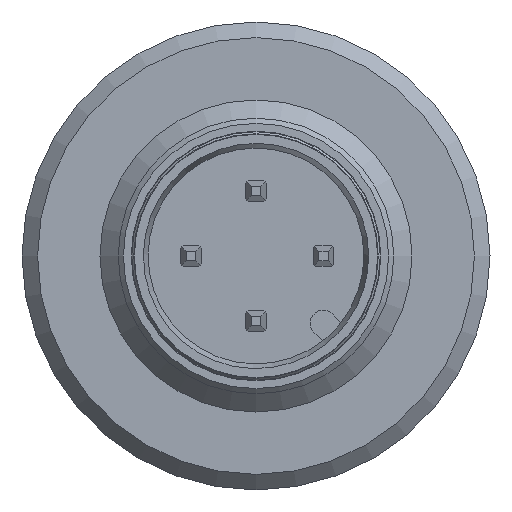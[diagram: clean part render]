
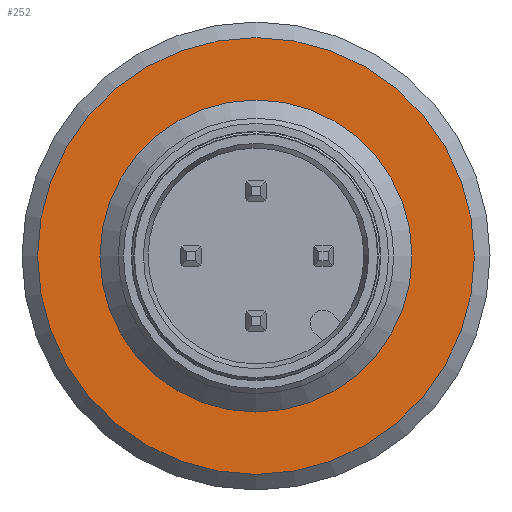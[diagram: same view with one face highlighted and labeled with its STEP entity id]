
A CAD part, front view. The second image highlights one B-rep face of the part: STEP entity #252.
In plain terms, the highlighted planar face has unit normal (0, -1, 0).
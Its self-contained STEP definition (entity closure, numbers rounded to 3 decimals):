
#252 = ADVANCED_FACE( '', ( #561, #562 ), #563, .T. );
#561 = FACE_OUTER_BOUND( '', #899, .T. );
#562 = FACE_BOUND( '', #900, .T. );
#563 = PLANE( '', #901 );
#899 = EDGE_LOOP( '', ( #1534 ) );
#900 = EDGE_LOOP( '', ( #1535 ) );
#901 = AXIS2_PLACEMENT_3D( '', #1536, #1537, #1538 );
#1534 = ORIENTED_EDGE( '', *, *, #2001, .T. );
#1535 = ORIENTED_EDGE( '', *, *, #1900, .T. );
#1536 = CARTESIAN_POINT( '', ( 9., -347.02, 0. ) );
#1537 = DIRECTION( '', ( 0., -1., 0. ) );
#1538 = DIRECTION( '', ( -1., 0., 0. ) );
#1900 = EDGE_CURVE( '', #2276, #2276, #2277, .F. );
#2001 = EDGE_CURVE( '', #2423, #2423, #2424, .T. );
#2276 = VERTEX_POINT( '', #2807 );
#2277 = CIRCLE( '', #2808, 5.9 );
#2423 = VERTEX_POINT( '', #3054 );
#2424 = CIRCLE( '', #3055, 8.4 );
#2807 = CARTESIAN_POINT( '', ( -5.9, -347.02, 0. ) );
#2808 = AXIS2_PLACEMENT_3D( '', #3302, #3303, #3304 );
#3054 = CARTESIAN_POINT( '', ( -8.4, -347.02, 0. ) );
#3055 = AXIS2_PLACEMENT_3D( '', #3405, #3406, #3407 );
#3302 = CARTESIAN_POINT( '', ( 0., -347.02, 0. ) );
#3303 = DIRECTION( '', ( 0., -1., 0. ) );
#3304 = DIRECTION( '', ( -1., 0., 0. ) );
#3405 = CARTESIAN_POINT( '', ( 0., -347.02, 0. ) );
#3406 = DIRECTION( '', ( 0., -1., 0. ) );
#3407 = DIRECTION( '', ( -1., 0., 0. ) );
